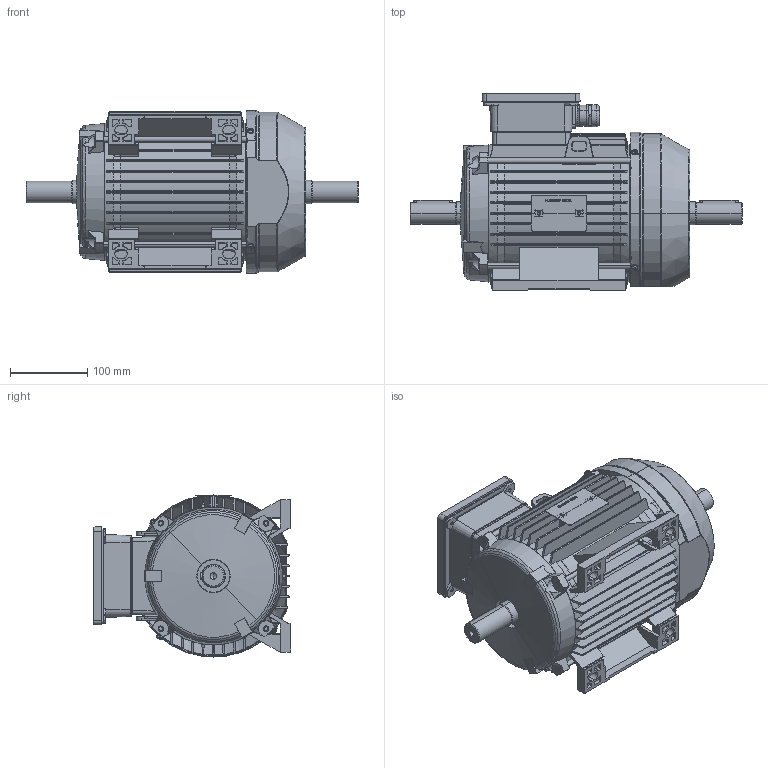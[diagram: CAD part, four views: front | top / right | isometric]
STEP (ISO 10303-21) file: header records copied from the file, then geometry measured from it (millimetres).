
FILE_DESCRIPTION (( 'STEP AP214' ), '1' );
FILE_NAME ('CA100L-B3-IC411-2-4-6-8 POLES-DOUBLE SHAFT.STEP', '2024-09-20T09:42:29', ( '' ), ( '' ), 'SwSTEP 2.0', 'SolidWorks 2024', '' );
FILE_SCHEMA (( 'AUTOMOTIVE_DESIGN' ));
Length unit declared in the file: millimetre
Products named in the file (18): PRESSACAVO M25; Guarnizione scatola-motore tipo 100; parallel_din_Parallel key A8 x 7 x 50 DIN 6885; Targhetta motore_LAMIERA ALLUMINIO; CA100L-B3-IC411-2-4-6-8 POLES-DOUBLE SHAFT; GRUPPO COPRIMORSETTIERA 100L; Tappo M25; Guarnizione scatola-coperchio tipo 100; Coperchio scatola morsetti tipo 100; Tirante M7x208; pan head cross recess screw_iso_ISO 7045 - M4 x 10 - Z --- 10N; Copriventola tipo 100; Scudo C100-112T posteriore; Scudo C100-112T anteriore; Coprimorsettiera tipo 100_Passante doppio; Carcassa 100-B3; Albero C100L - Autoventilato; Morsettiera 56-36
Assembly tree (25 placements, depth 3):
  CA100L-B3-IC411-2-4-6-8 POLES-DOUBLE SHAFT
    Albero C100L - Autoventilato  x2
    Scudo C100-112T anteriore
    Scudo C100-112T posteriore
    Morsettiera 56-36
    Targhetta motore_LAMIERA ALLUMINIO
    Copriventola tipo 100
    pan head cross recess screw_iso_ISO 7045 - M4 x 10 - Z --- 10N  x4
    parallel_din_Parallel key A8 x 7 x 50 DIN 6885  x2
    Tirante M7x208  x4
    Carcassa 100-B3
    GRUPPO COPRIMORSETTIERA 100L
      Coprimorsettiera tipo 100_Passante doppio
      Coperchio scatola morsetti tipo 100
      Guarnizione scatola-coperchio tipo 100
      PRESSACAVO M25
      Tappo M25
      Guarnizione scatola-motore tipo 100
Bounding box: 430 x 255.5 x 210 mm (x, y, z)
Volume: 2208593.2 mm3; surface area: 1020975.1 mm2
Topology: 24 solids, 25 shells, 4763 faces, 12648 edges, 8063 vertices
Faces by surface type: plane 2109, cylinder 904, cone 665, bspline 599, torus 458, sphere 28
Entity records: 169022 total; most frequent: CARTESIAN_POINT 60416, ORIENTED_EDGE 24332, DIRECTION 20091, EDGE_CURVE 12166, VERTEX_POINT 7777, AXIS2_PLACEMENT_3D 7276, VECTOR 5539, LINE 5539
